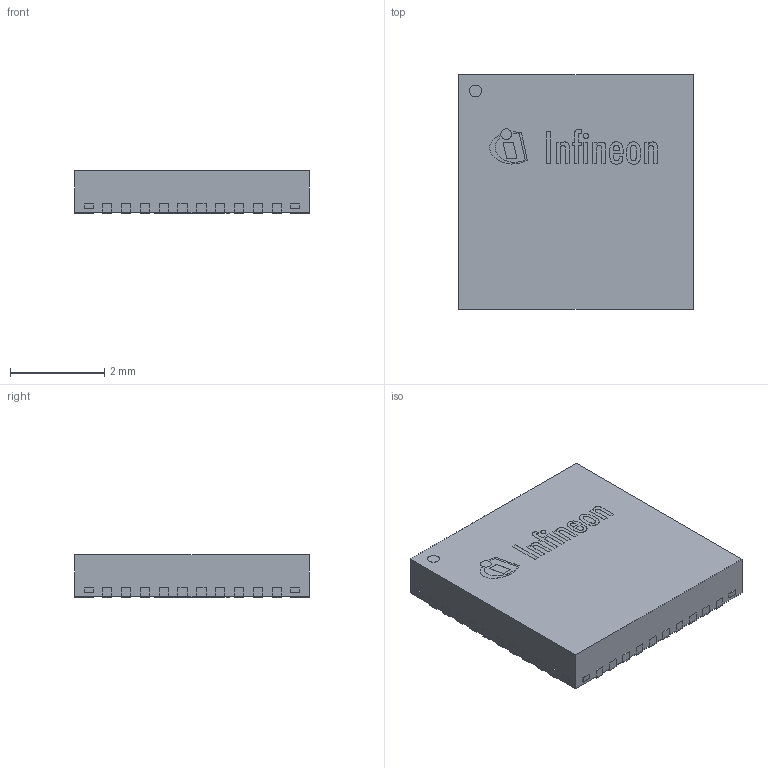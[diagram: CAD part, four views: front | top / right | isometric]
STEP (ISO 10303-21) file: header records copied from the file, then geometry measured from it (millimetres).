
FILE_DESCRIPTION(/* description */ (''),/* implementation_level */ '2;1');
FILE_NAME(/* name */ 'PG-VQFN-40-25_Z8B00226495_V03_3D.stp',/* time_stamp */ '2023-09-19T16:19:13+06:00',/* author */ ('Subramani'),/* organization */ (''),/* preprocessor_version */ 'ST-DEVELOPER v16.13',/* originating_system */ 'AutoCAD Mechanical',/* authorisation */ '');
FILE_SCHEMA (('AUTOMOTIVE_DESIGN { 1 0 10303 214 3 1 1 }'));
Length unit declared in the file: millimetre
Products named in the file (1): Product
Bounding box: 5 x 5 x 0.9 mm (x, y, z)
Volume: 22.9 mm3; surface area: 90.2 mm2
Topology: 63 solids, 63 shells, 427 faces, 900 edges, 600 vertices
Faces by surface type: plane 360, cylinder 51, bspline 16
Full cylindrical faces by diameter (mm): 0.112 x1, 0.227 x1, 0.25 x2
Entity records: 11534 total; most frequent: CARTESIAN_POINT 2368, ORIENTED_EDGE 1792, DIRECTION 1790, EDGE_CURVE 896, LINE 762, VECTOR 762, VERTEX_POINT 600, AXIS2_PLACEMENT_3D 514
